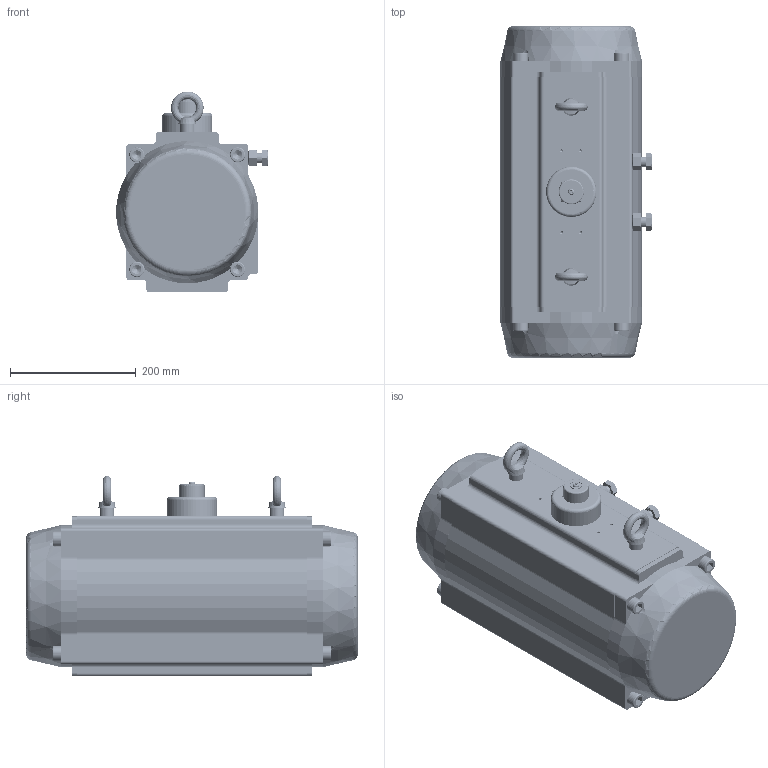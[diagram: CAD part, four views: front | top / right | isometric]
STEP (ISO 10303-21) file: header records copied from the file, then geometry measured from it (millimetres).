
FILE_DESCRIPTION(/* description */ (''),/* implementation_level */ '2;1');
FILE_NAME(/* name */ 'C-210SR12(27x27).step',/* time_stamp */ '2025-12-25T16:05:39+08:00',/* author */ (''),/* organization */ (''),/* preprocessor_version */ 'ST-DEVELOPER v16',/* originating_system */ 'SIEMENS PLM Software NX 10.0',/* authorisation */ '');
FILE_SCHEMA (('AUTOMOTIVE_DESIGN { 1 0 10303 214 3 1 1 1 }'));
Products named in the file (29): Spring-01; Spring-02; Spring-03; Adjust screw; C-210-03; 活塞总装; Inside washer; C-210-08; O-ring-pinion top; O-ring-pinion bottom; Bearing-pinion bottom; Bearing-pinion top; End-cap screw; Nut adjust screw; Lug; Lug bearing; Plug; Indicator-270; Outside washer; Thrust washer; Circlip; C-210轴（27x27八角）; C-210-02; C-210-01（F12）; 指示器92-105; 指示器垫片; 指示器螺钉; C-210弹簧; C-210
Assembly tree (53 placements, depth 3):
  C-210
    指示器螺钉
    指示器垫片
    指示器92-105
    C-210-01（F12）
    C-210-02  x2
    C-210轴（27x27八角）
    Circlip
    Thrust washer
    Outside washer
    Indicator-270
    Plug
    Lug bearing  x2
    Lug  x2
    Nut adjust screw  x2
    End-cap screw  x8
    Bearing-pinion top
    Bearing-pinion bottom
    O-ring-pinion bottom
    O-ring-pinion top
    C-210-08
    Inside washer
    活塞总装
    C-210-03  x2
    C-210弹簧  x12
      Spring-03
      Spring-02
      Spring-01
    Adjust screw  x2
Bounding box: 241.09 x 527 x 318.99 mm (x, y, z)
Volume: 13083076.7 mm3; surface area: 2885661.3 mm2
Topology: 108 solids, 108 shells, 2423 faces, 6095 edges, 4027 vertices
Faces by surface type: plane 999, cylinder 995, cone 214, torus 107, extrusion 60, bspline 48
Full cylindrical faces by diameter (mm): 3 x2, 4.2 x8, 5 x1, 6 x1, 6.5 x1, 8 x4, 10 x2, 10.105 x2, 10.106 x2, 10.3 x6, 11.4 x2, 12 x5, 12.5 x2, 13.833 x8, 13.835 x10, 14 x12, 14.374 x2, 14.376 x2, 16 x34, 16.001 x2, 17.5 x8, 17.8 x1, 20 x12, 21 x24, 22.8 x1, 23 x2, 24 x32, 25 x8, 28 x3, 32.2 x24
Entity records: 58978 total; most frequent: CARTESIAN_POINT 24589, DIRECTION 6894, ORIENTED_EDGE 6752, EDGE_CURVE 3376, AXIS2_PLACEMENT_3D 2593, VERTEX_POINT 2382, EDGE_LOOP 1734, VECTOR 1708
